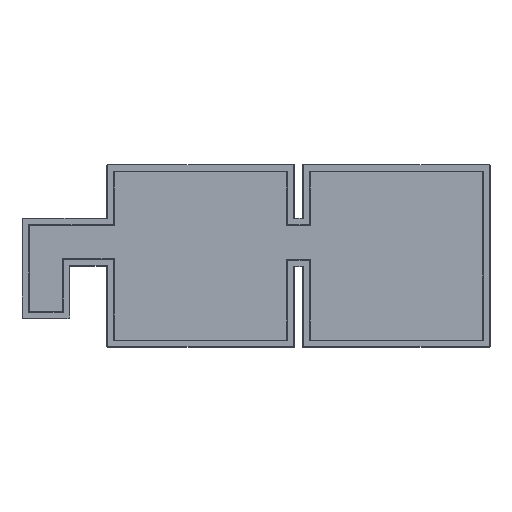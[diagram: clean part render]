
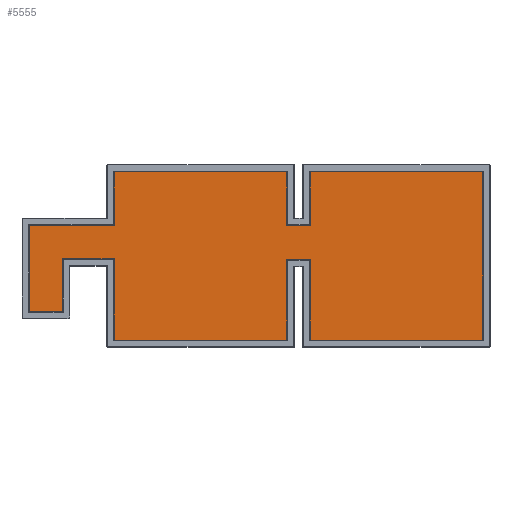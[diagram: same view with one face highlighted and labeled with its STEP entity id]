
A CAD part, top view. The second image highlights one B-rep face of the part: STEP entity #5555.
In plain terms, the highlighted planar face has unit normal (0, 0, 1).
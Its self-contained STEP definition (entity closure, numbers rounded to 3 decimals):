
#614=FACE_OUTER_BOUND('',#931,.T.);
#931=EDGE_LOOP('',(#5010,#5011,#5012,#5013,#5014,#5015,#5016,#5017,#5018,
#5019,#5020,#5021,#5022,#5023,#5024,#5025,#5026,#5027));
#1528=LINE('',#9486,#2147);
#1530=LINE('',#9493,#2149);
#1532=LINE('',#9499,#2151);
#1534=LINE('',#9505,#2153);
#1536=LINE('',#9511,#2155);
#1538=LINE('',#9517,#2157);
#1540=LINE('',#9523,#2159);
#1541=LINE('',#9527,#2160);
#1543=LINE('',#9532,#2162);
#1544=LINE('',#9535,#2163);
#1545=LINE('',#9539,#2164);
#1546=LINE('',#9543,#2165);
#1547=LINE('',#9547,#2166);
#1548=LINE('',#9551,#2167);
#1549=LINE('',#9555,#2168);
#1550=LINE('',#9559,#2169);
#1551=LINE('',#9563,#2170);
#1552=LINE('',#9566,#2171);
#2147=VECTOR('',#7417,10.);
#2149=VECTOR('',#7425,10.);
#2151=VECTOR('',#7431,10.);
#2153=VECTOR('',#7437,10.);
#2155=VECTOR('',#7443,10.);
#2157=VECTOR('',#7449,10.);
#2159=VECTOR('',#7455,10.);
#2160=VECTOR('',#7458,10.);
#2162=VECTOR('',#7466,10.);
#2163=VECTOR('',#7469,10.);
#2164=VECTOR('',#7474,10.);
#2165=VECTOR('',#7479,10.);
#2166=VECTOR('',#7484,10.);
#2167=VECTOR('',#7489,10.);
#2168=VECTOR('',#7494,10.);
#2169=VECTOR('',#7499,10.);
#2170=VECTOR('',#7504,10.);
#2171=VECTOR('',#7509,10.);
#2660=VERTEX_POINT('',#9483);
#2661=VERTEX_POINT('',#9485);
#2663=VERTEX_POINT('',#9491);
#2665=VERTEX_POINT('',#9497);
#2667=VERTEX_POINT('',#9503);
#2669=VERTEX_POINT('',#9509);
#2671=VERTEX_POINT('',#9515);
#2673=VERTEX_POINT('',#9521);
#2674=VERTEX_POINT('',#9525);
#2675=VERTEX_POINT('',#9526);
#2676=VERTEX_POINT('',#9534);
#2677=VERTEX_POINT('',#9538);
#2678=VERTEX_POINT('',#9542);
#2679=VERTEX_POINT('',#9546);
#2680=VERTEX_POINT('',#9550);
#2681=VERTEX_POINT('',#9554);
#2682=VERTEX_POINT('',#9558);
#2683=VERTEX_POINT('',#9562);
#3429=EDGE_CURVE('',#2660,#2661,#1528,.T.);
#3433=EDGE_CURVE('',#2663,#2660,#1530,.T.);
#3436=EDGE_CURVE('',#2665,#2663,#1532,.T.);
#3439=EDGE_CURVE('',#2667,#2665,#1534,.T.);
#3442=EDGE_CURVE('',#2669,#2667,#1536,.T.);
#3445=EDGE_CURVE('',#2671,#2669,#1538,.T.);
#3448=EDGE_CURVE('',#2673,#2671,#1540,.T.);
#3449=EDGE_CURVE('',#2674,#2675,#1541,.T.);
#3453=EDGE_CURVE('',#2675,#2673,#1543,.T.);
#3454=EDGE_CURVE('',#2676,#2674,#1544,.T.);
#3456=EDGE_CURVE('',#2677,#2676,#1545,.T.);
#3458=EDGE_CURVE('',#2678,#2677,#1546,.T.);
#3460=EDGE_CURVE('',#2679,#2678,#1547,.T.);
#3462=EDGE_CURVE('',#2680,#2679,#1548,.T.);
#3464=EDGE_CURVE('',#2681,#2680,#1549,.T.);
#3466=EDGE_CURVE('',#2682,#2681,#1550,.T.);
#3468=EDGE_CURVE('',#2683,#2682,#1551,.T.);
#3470=EDGE_CURVE('',#2661,#2683,#1552,.T.);
#5010=ORIENTED_EDGE('',*,*,#3449,.F.);
#5011=ORIENTED_EDGE('',*,*,#3454,.F.);
#5012=ORIENTED_EDGE('',*,*,#3456,.F.);
#5013=ORIENTED_EDGE('',*,*,#3458,.F.);
#5014=ORIENTED_EDGE('',*,*,#3460,.F.);
#5015=ORIENTED_EDGE('',*,*,#3462,.F.);
#5016=ORIENTED_EDGE('',*,*,#3464,.F.);
#5017=ORIENTED_EDGE('',*,*,#3466,.F.);
#5018=ORIENTED_EDGE('',*,*,#3468,.F.);
#5019=ORIENTED_EDGE('',*,*,#3470,.F.);
#5020=ORIENTED_EDGE('',*,*,#3429,.F.);
#5021=ORIENTED_EDGE('',*,*,#3433,.F.);
#5022=ORIENTED_EDGE('',*,*,#3436,.F.);
#5023=ORIENTED_EDGE('',*,*,#3439,.F.);
#5024=ORIENTED_EDGE('',*,*,#3442,.F.);
#5025=ORIENTED_EDGE('',*,*,#3445,.F.);
#5026=ORIENTED_EDGE('',*,*,#3448,.F.);
#5027=ORIENTED_EDGE('',*,*,#3453,.F.);
#5249=PLANE('',#6016);
#5555=ADVANCED_FACE('',(#614),#5249,.T.);
#6016=AXIS2_PLACEMENT_3D('',#9568,#7511,#7512);
#7417=DIRECTION('',(0.,1.,0.));
#7425=DIRECTION('',(1.,0.,0.));
#7431=DIRECTION('',(0.,-1.,0.));
#7437=DIRECTION('',(1.,0.,0.));
#7443=DIRECTION('',(0.,1.,0.));
#7449=DIRECTION('',(1.,0.,0.));
#7455=DIRECTION('',(0.,1.,0.));
#7458=DIRECTION('',(0.,-1.,0.));
#7466=DIRECTION('',(-1.,0.,0.));
#7469=DIRECTION('',(-1.,0.,0.));
#7474=DIRECTION('',(0.,1.,0.));
#7479=DIRECTION('',(-1.,0.,0.));
#7484=DIRECTION('',(0.,-1.,0.));
#7489=DIRECTION('',(-1.,0.,0.));
#7494=DIRECTION('',(0.,1.,0.));
#7499=DIRECTION('',(-1.,0.,0.));
#7504=DIRECTION('',(0.,-1.,0.));
#7509=DIRECTION('',(1.,0.,0.));
#7511=DIRECTION('center_axis',(0.,0.,1.));
#7512=DIRECTION('ref_axis',(1.,0.,0.));
#9483=CARTESIAN_POINT('',(39.928,16.333,12.2));
#9485=CARTESIAN_POINT('',(39.928,23.953,12.2));
#9486=CARTESIAN_POINT('',(39.928,14.192,12.2));
#9491=CARTESIAN_POINT('',(36.653,16.333,12.2));
#9493=CARTESIAN_POINT('',(34.48,16.333,12.2));
#9497=CARTESIAN_POINT('',(36.653,23.953,12.2));
#9499=CARTESIAN_POINT('',(36.653,18.002,12.2));
#9503=CARTESIAN_POINT('',(12.115,23.953,12.2));
#9505=CARTESIAN_POINT('',(22.161,23.953,12.2));
#9509=CARTESIAN_POINT('',(12.115,16.333,12.2));
#9511=CARTESIAN_POINT('',(12.115,14.192,12.2));
#9515=CARTESIAN_POINT('',(0.05,16.333,12.2));
#9517=CARTESIAN_POINT('',(16.129,16.333,12.2));
#9521=CARTESIAN_POINT('',(0.05,4.114,12.2));
#9523=CARTESIAN_POINT('',(0.05,8.033,12.2));
#9525=CARTESIAN_POINT('',(4.776,11.607,12.2));
#9526=CARTESIAN_POINT('',(4.776,4.114,12.2));
#9527=CARTESIAN_POINT('',(4.776,11.779,12.2));
#9532=CARTESIAN_POINT('',(18.542,4.114,12.2));
#9534=CARTESIAN_POINT('',(12.115,11.607,12.2));
#9535=CARTESIAN_POINT('',(22.161,11.607,12.2));
#9538=CARTESIAN_POINT('',(12.115,0.05,12.2));
#9539=CARTESIAN_POINT('',(12.115,6.001,12.2));
#9542=CARTESIAN_POINT('',(36.653,0.05,12.2));
#9543=CARTESIAN_POINT('',(34.48,0.05,12.2));
#9546=CARTESIAN_POINT('',(36.653,11.48,12.2));
#9547=CARTESIAN_POINT('',(36.653,11.716,12.2));
#9550=CARTESIAN_POINT('',(39.928,11.48,12.2));
#9551=CARTESIAN_POINT('',(36.068,11.48,12.2));
#9554=CARTESIAN_POINT('',(39.928,0.05,12.2));
#9555=CARTESIAN_POINT('',(39.928,6.001,12.2));
#9558=CARTESIAN_POINT('',(64.466,0.05,12.2));
#9559=CARTESIAN_POINT('',(48.387,0.05,12.2));
#9562=CARTESIAN_POINT('',(64.466,23.953,12.2));
#9563=CARTESIAN_POINT('',(64.466,18.002,12.2));
#9566=CARTESIAN_POINT('',(36.068,23.953,12.2));
#9568=CARTESIAN_POINT('Origin',(32.258,12.001,12.2));
